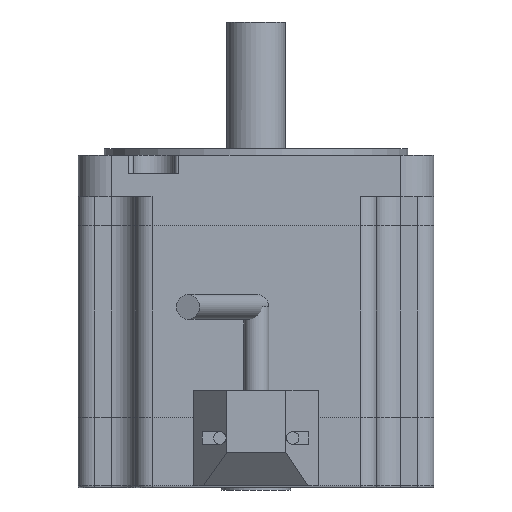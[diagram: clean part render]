
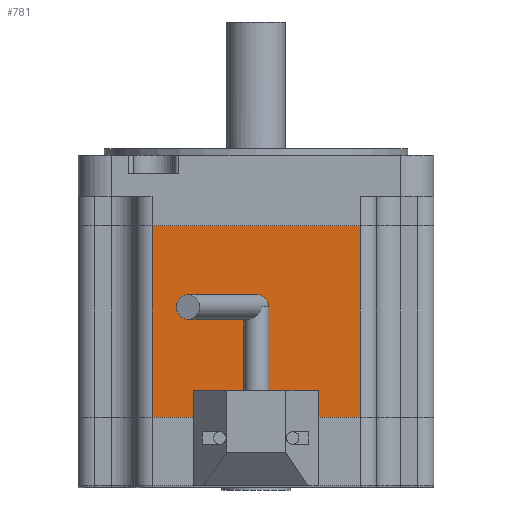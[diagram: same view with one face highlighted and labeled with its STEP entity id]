
A CAD part, front view. The second image highlights one B-rep face of the part: STEP entity #781.
In plain terms, the highlighted planar face has unit normal (0, -1, 0).
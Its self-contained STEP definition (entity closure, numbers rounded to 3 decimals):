
#781=ADVANCED_FACE('',(#1128),#986,.F.);
#986=PLANE('',#4657);
#1128=FACE_OUTER_BOUND('',#1374,.T.);
#1374=EDGE_LOOP('',(#2094,#2095,#2096,#2097));
#2094=ORIENTED_EDGE('',*,*,#3394,.F.);
#2095=ORIENTED_EDGE('',*,*,#3453,.T.);
#2096=ORIENTED_EDGE('',*,*,#3429,.F.);
#2097=ORIENTED_EDGE('',*,*,#3450,.T.);
#2923=VERTEX_POINT('',#6737);
#2924=VERTEX_POINT('',#6739);
#2958=VERTEX_POINT('',#6808);
#2959=VERTEX_POINT('',#6810);
#3394=EDGE_CURVE('',#2923,#2924,#3903,.T.);
#3429=EDGE_CURVE('',#2958,#2959,#3919,.T.);
#3450=EDGE_CURVE('',#2958,#2924,#3932,.T.);
#3453=EDGE_CURVE('',#2923,#2959,#3935,.T.);
#3903=LINE('',#6738,#4241);
#3919=LINE('',#6809,#4257);
#3932=LINE('',#6848,#4270);
#3935=LINE('',#6855,#4273);
#4241=VECTOR('',#5404,1.);
#4257=VECTOR('',#5460,1.);
#4270=VECTOR('',#5495,1.);
#4273=VECTOR('',#5506,1.);
#4657=AXIS2_PLACEMENT_3D('',#6866,#5522,#5523);
#5404=DIRECTION('',(-1.,0.,0.));
#5460=DIRECTION('',(1.,0.,0.));
#5495=DIRECTION('',(0.,0.,-1.));
#5506=DIRECTION('',(0.,0.,1.));
#5522=DIRECTION('',(0.,1.,0.));
#5523=DIRECTION('',(0.,0.,1.));
#6737=CARTESIAN_POINT('',(25.,-42.69,-63.));
#6738=CARTESIAN_POINT('',(34.75,-42.69,-63.));
#6739=CARTESIAN_POINT('',(-25.,-42.69,-63.));
#6808=CARTESIAN_POINT('',(-25.,-42.69,-17.));
#6809=CARTESIAN_POINT('',(34.75,-42.69,-17.));
#6810=CARTESIAN_POINT('',(25.,-42.69,-17.));
#6848=CARTESIAN_POINT('',(-25.,-42.69,-118.));
#6855=CARTESIAN_POINT('',(25.,-42.69,-118.));
#6866=CARTESIAN_POINT('',(34.75,-42.69,-118.));
